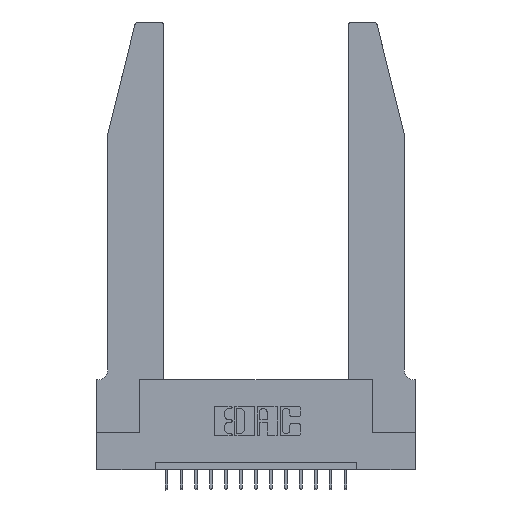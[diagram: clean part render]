
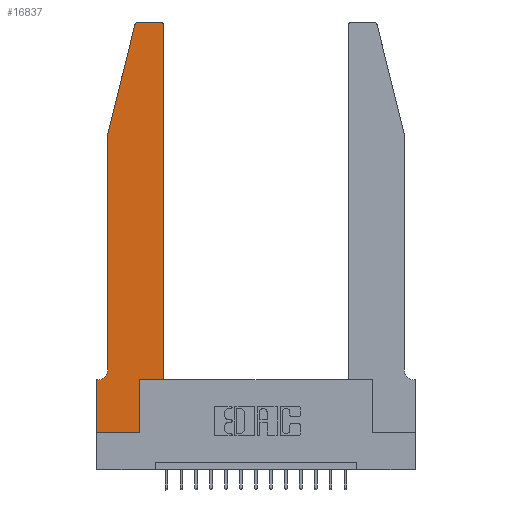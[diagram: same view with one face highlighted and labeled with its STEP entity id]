
A CAD part, top view. The second image highlights one B-rep face of the part: STEP entity #16837.
In plain terms, the highlighted planar face has unit normal (0, 0, 1).
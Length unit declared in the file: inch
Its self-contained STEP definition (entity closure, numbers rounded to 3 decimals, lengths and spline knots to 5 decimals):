
#186 = DIRECTION ( 'NONE',  ( 0., 1., 0. ) ) ;
#607 = DIRECTION ( 'NONE',  ( -1., 0., 0. ) ) ;
#651 = VERTEX_POINT ( 'NONE', #2192 ) ;
#690 = CARTESIAN_POINT ( 'NONE',  ( 0., 0.35, 0.37 ) ) ;
#727 = CARTESIAN_POINT ( 'NONE',  ( 0.0055, 0.42, 0.37 ) ) ;
#778 = DIRECTION ( 'NONE',  ( 1., 0., 0. ) ) ;
#985 = ORIENTED_EDGE ( 'NONE', *, *, #12081, .T. ) ;
#1050 = LINE ( 'NONE', #6782, #5839 ) ;
#1095 = CARTESIAN_POINT ( 'NONE',  ( 0.2865, 0.35, 0.37 ) ) ;
#1404 = CARTESIAN_POINT ( 'NONE',  ( 0.4505, 0.35, 0.37 ) ) ;
#1472 = DIRECTION ( 'NONE',  ( -0.239, -0.971, 0. ) ) ;
#1715 = VERTEX_POINT ( 'NONE', #14761 ) ;
#1768 = LINE ( 'NONE', #13297, #13277 ) ;
#2192 = CARTESIAN_POINT ( 'NONE',  ( 0.25487, 2.72718, 0.37 ) ) ;
#3069 = EDGE_CURVE ( 'NONE', #1715, #7930, #9564, .T. ) ;
#3133 = ORIENTED_EDGE ( 'NONE', *, *, #12580, .T. ) ;
#3170 = CARTESIAN_POINT ( 'NONE',  ( 0.4505, 0.35, 0.37 ) ) ;
#3432 = EDGE_CURVE ( 'NONE', #4337, #11014, #12575, .T. ) ;
#3679 = ORIENTED_EDGE ( 'NONE', *, *, #8659, .T. ) ;
#3779 = VECTOR ( 'NONE', #11568, 39.37008 ) ;
#3955 = CARTESIAN_POINT ( 'NONE',  ( 0.4205, 2.72, 0.37 ) ) ;
#4026 = CARTESIAN_POINT ( 'NONE',  ( 0.0755, 2., 0.37 ) ) ;
#4093 = VECTOR ( 'NONE', #12846, 39.37008 ) ;
#4337 = VERTEX_POINT ( 'NONE', #17661 ) ;
#4435 = VECTOR ( 'NONE', #8442, 39.37008 ) ;
#4927 = ORIENTED_EDGE ( 'NONE', *, *, #15758, .T. ) ;
#4930 = FACE_OUTER_BOUND ( 'NONE', #7798, .T. ) ;
#5115 = DIRECTION ( 'NONE',  ( 0., 0., 1. ) ) ;
#5201 = ORIENTED_EDGE ( 'NONE', *, *, #3432, .T. ) ;
#5471 = DIRECTION ( 'NONE',  ( 0., 0., 1. ) ) ;
#5839 = VECTOR ( 'NONE', #12574, 39.37008 ) ;
#5908 = LINE ( 'NONE', #13865, #18309 ) ;
#6075 = CARTESIAN_POINT ( 'NONE',  ( 0.0055, 0.35, 0.37 ) ) ;
#6195 = EDGE_CURVE ( 'NONE', #11014, #16570, #8652, .T. ) ;
#6289 = AXIS2_PLACEMENT_3D ( 'NONE', #727, #6466, #12176 ) ;
#6466 = DIRECTION ( 'NONE',  ( 0., 0., -1. ) ) ;
#6782 = CARTESIAN_POINT ( 'NONE',  ( 0., 0., 0.37 ) ) ;
#7082 = ORIENTED_EDGE ( 'NONE', *, *, #17321, .T. ) ;
#7252 = LINE ( 'NONE', #12961, #3779 ) ;
#7514 = ORIENTED_EDGE ( 'NONE', *, *, #9821, .T. ) ;
#7763 = DIRECTION ( 'NONE',  ( 0., 1., 0. ) ) ;
#7774 = VERTEX_POINT ( 'NONE', #1095 ) ;
#7798 = EDGE_LOOP ( 'NONE', ( #12606, #7082, #8153, #4927, #15879, #10441, #985, #7514, #14795, #3133, #3679, #5201 ) ) ;
#7855 = CIRCLE ( 'NONE', #17126, 0.03 ) ;
#7930 = VERTEX_POINT ( 'NONE', #6075 ) ;
#8153 = ORIENTED_EDGE ( 'NONE', *, *, #17300, .T. ) ;
#8293 = VECTOR ( 'NONE', #607, 39.37008 ) ;
#8442 = DIRECTION ( 'NONE',  ( 0., -1., 0. ) ) ;
#8552 = CARTESIAN_POINT ( 'NONE',  ( 0.2865, 0., 0.37 ) ) ;
#8652 = LINE ( 'NONE', #17353, #15313 ) ;
#8659 = EDGE_CURVE ( 'NONE', #14242, #4337, #1768, .T. ) ;
#9077 = LINE ( 'NONE', #17774, #12522 ) ;
#9564 = CIRCLE ( 'NONE', #6289, 0.07 ) ;
#9821 = EDGE_CURVE ( 'NONE', #16733, #13833, #1050, .T. ) ;
#10028 = LINE ( 'NONE', #11645, #4435 ) ;
#10441 = ORIENTED_EDGE ( 'NONE', *, *, #14927, .T. ) ;
#10496 = CARTESIAN_POINT ( 'NONE',  ( 0.284, 2.75, 0.37 ) ) ;
#10903 = DIRECTION ( 'NONE',  ( 1., 0., 0. ) ) ;
#11014 = VERTEX_POINT ( 'NONE', #13710 ) ;
#11568 = DIRECTION ( 'NONE',  ( 0., -1., 0. ) ) ;
#11645 = CARTESIAN_POINT ( 'NONE',  ( 0.0755, 2., 0.37 ) ) ;
#12081 = EDGE_CURVE ( 'NONE', #17580, #16733, #7252, .T. ) ;
#12176 = DIRECTION ( 'NONE',  ( -1., 0., 0. ) ) ;
#12522 = VECTOR ( 'NONE', #7763, 39.37008 ) ;
#12574 = DIRECTION ( 'NONE',  ( 1., 0., 0. ) ) ;
#12575 = CIRCLE ( 'NONE', #13763, 0.03 ) ;
#12580 = EDGE_CURVE ( 'NONE', #7774, #14242, #14245, .T. ) ;
#12606 = ORIENTED_EDGE ( 'NONE', *, *, #6195, .T. ) ;
#12846 = DIRECTION ( 'NONE',  ( 1., 0., 0. ) ) ;
#12961 = CARTESIAN_POINT ( 'NONE',  ( 0., 0., 0.37 ) ) ;
#13107 = DIRECTION ( 'NONE',  ( 1., 0., 0. ) ) ;
#13277 = VECTOR ( 'NONE', #186, 39.37008 ) ;
#13297 = CARTESIAN_POINT ( 'NONE',  ( 0.4505, 0.35, 0.37 ) ) ;
#13710 = CARTESIAN_POINT ( 'NONE',  ( 0.4205, 2.75, 0.37 ) ) ;
#13763 = AXIS2_PLACEMENT_3D ( 'NONE', #3955, #5471, #10903 ) ;
#13792 = PLANE ( 'NONE',  #16411 ) ;
#13833 = VERTEX_POINT ( 'NONE', #8552 ) ;
#13865 = CARTESIAN_POINT ( 'NONE',  ( 0.0755, 2., 0.37 ) ) ;
#13956 = DIRECTION ( 'NONE',  ( 0., 0., 1. ) ) ;
#14242 = VERTEX_POINT ( 'NONE', #3170 ) ;
#14245 = LINE ( 'NONE', #1404, #4093 ) ;
#14761 = CARTESIAN_POINT ( 'NONE',  ( 0.0755, 0.42, 0.37 ) ) ;
#14795 = ORIENTED_EDGE ( 'NONE', *, *, #16313, .T. ) ;
#14927 = EDGE_CURVE ( 'NONE', #7930, #17580, #16439, .T. ) ;
#15313 = VECTOR ( 'NONE', #15550, 39.37008 ) ;
#15429 = VERTEX_POINT ( 'NONE', #4026 ) ;
#15550 = DIRECTION ( 'NONE',  ( -1., 0., 0. ) ) ;
#15758 = EDGE_CURVE ( 'NONE', #15429, #1715, #10028, .T. ) ;
#15879 = ORIENTED_EDGE ( 'NONE', *, *, #3069, .T. ) ;
#15895 = CARTESIAN_POINT ( 'NONE',  ( 0.284, 2.72, 0.37 ) ) ;
#16313 = EDGE_CURVE ( 'NONE', #13833, #7774, #9077, .T. ) ;
#16411 = AXIS2_PLACEMENT_3D ( 'NONE', #690, #5115, #778 ) ;
#16439 = LINE ( 'NONE', #17762, #8293 ) ;
#16570 = VERTEX_POINT ( 'NONE', #10496 ) ;
#16704 = CARTESIAN_POINT ( 'NONE',  ( 0., 0., 0.37 ) ) ;
#16733 = VERTEX_POINT ( 'NONE', #16704 ) ;
#16837 = ADVANCED_FACE ( 'NONE', ( #4930 ), #13792, .T. ) ;
#17126 = AXIS2_PLACEMENT_3D ( 'NONE', #15895, #13956, #13107 ) ;
#17300 = EDGE_CURVE ( 'NONE', #651, #15429, #5908, .T. ) ;
#17321 = EDGE_CURVE ( 'NONE', #16570, #651, #7855, .T. ) ;
#17353 = CARTESIAN_POINT ( 'NONE',  ( 0.2605, 2.75, 0.37 ) ) ;
#17580 = VERTEX_POINT ( 'NONE', #17958 ) ;
#17661 = CARTESIAN_POINT ( 'NONE',  ( 0.4505, 2.72, 0.37 ) ) ;
#17762 = CARTESIAN_POINT ( 'NONE',  ( 0.0755, 0.35, 0.37 ) ) ;
#17774 = CARTESIAN_POINT ( 'NONE',  ( 0.2865, 0.35, 0.37 ) ) ;
#17958 = CARTESIAN_POINT ( 'NONE',  ( 0., 0.35, 0.37 ) ) ;
#18309 = VECTOR ( 'NONE', #1472, 39.37008 ) ;
